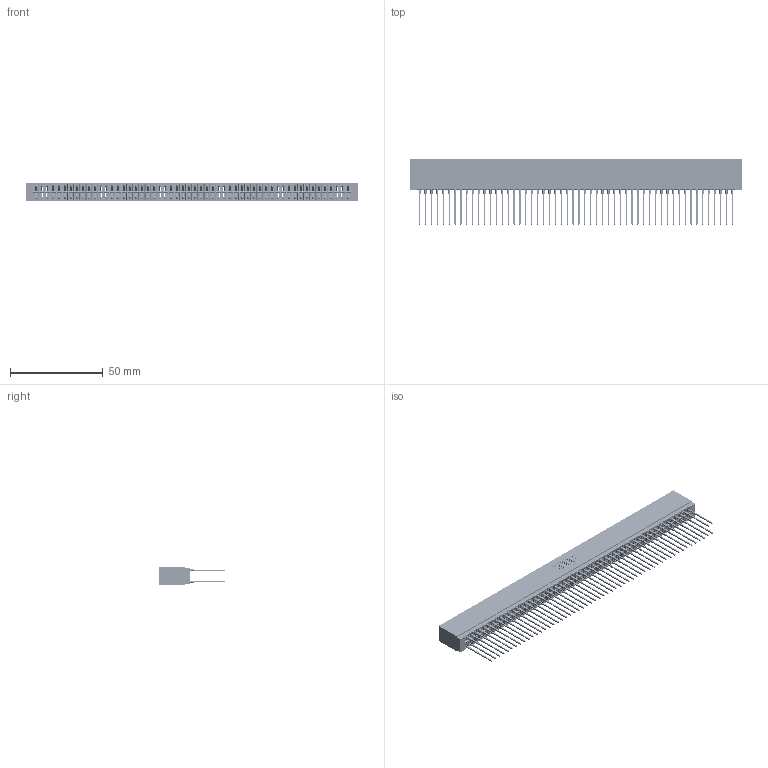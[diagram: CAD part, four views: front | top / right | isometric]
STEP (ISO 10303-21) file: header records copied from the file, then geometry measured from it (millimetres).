
FILE_DESCRIPTION (( 'STEP AP203' ), '1' );
FILE_NAME ('746-108-541-201.STEP', '2026-03-05T00:14:16', ( '' ), ( '' ), 'SwSTEP 2.0', 'SolidWorks 2023', '' );
FILE_SCHEMA (( 'CONFIG_CONTROL_DESIGN' ));
Length unit declared in the file: millimetre
Products named in the file (3): 746-108-541-201; 746-292-001_541; 746 Part_.515 Slot Depth - 01
Assembly tree (109 placements, depth 2):
  746-108-541-201
    746 Part_.515 Slot Depth - 01
    746-292-001_541  x108
Bounding box: 178.69 x 35.42 x 9.91 mm (x, y, z)
Volume: 19660.7 mm3; surface area: 34595.3 mm2
Topology: 109 solids, 109 shells, 9763 faces, 26831 edges, 17077 vertices
Faces by surface type: plane 5023, bspline 2160, cylinder 1932, torus 648
Entity records: 81633 total; most frequent: CARTESIAN_POINT 16125, ORIENTED_EDGE 14072, DIRECTION 11728, EDGE_CURVE 7036, LINE 6312, VECTOR 6312, VERTEX_POINT 4665, AXIS2_PLACEMENT_3D 2708
